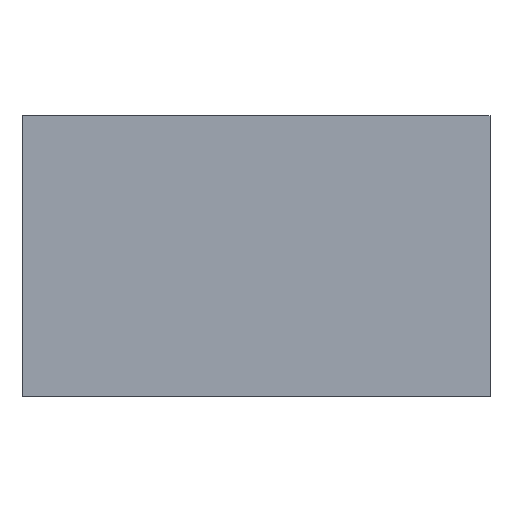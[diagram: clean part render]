
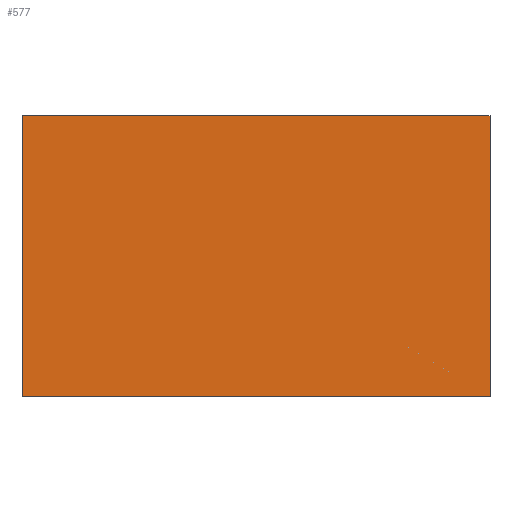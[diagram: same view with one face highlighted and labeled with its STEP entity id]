
A CAD part, left-side view. The second image highlights one B-rep face of the part: STEP entity #577.
In plain terms, the highlighted planar face has unit normal (-1, 0, 0).
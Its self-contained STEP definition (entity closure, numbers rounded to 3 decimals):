
#470=CARTESIAN_POINT('',(-18.25,-75.0,-44.0));
#471=VERTEX_POINT('',#470);
#478=CARTESIAN_POINT('',(-18.25,0.,-44.0));
#479=VERTEX_POINT('',#478);
#480=CARTESIAN_POINT('',(-18.25,0.,-44.0));
#481=DIRECTION('',(0.0,-1.0,0.0));
#482=VECTOR('',#481,75.);
#483=LINE('',#480,#482);
#484=EDGE_CURVE('',#479,#471,#483,.T.);
#512=CARTESIAN_POINT('',(-18.25,-75.0,1.0));
#513=VERTEX_POINT('',#512);
#520=CARTESIAN_POINT('',(-18.25,-75.0,-44.0));
#521=DIRECTION('',(0.0,0.0,1.0));
#522=VECTOR('',#521,45.0);
#523=LINE('',#520,#522);
#524=EDGE_CURVE('',#471,#513,#523,.T.);
#554=CARTESIAN_POINT('',(-18.25,-75.0,-44.0));
#555=DIRECTION('',(-1.0,0.0,0.0));
#556=DIRECTION('',(0.0,0.0,-1.0));
#557=AXIS2_PLACEMENT_3D('',#554,#555,#556);
#558=PLANE('',#557);
#559=CARTESIAN_POINT('',(-18.25,0.,1.0));
#560=VERTEX_POINT('',#559);
#561=CARTESIAN_POINT('',(-18.25,-75.0,1.0));
#562=DIRECTION('',(0.0,1.0,0.0));
#563=VECTOR('',#562,75.);
#564=LINE('',#561,#563);
#565=EDGE_CURVE('',#513,#560,#564,.T.);
#566=ORIENTED_EDGE('',*,*,#565,.T.);
#567=CARTESIAN_POINT('',(-18.25,0.,-44.0));
#568=DIRECTION('',(0.0,0.0,1.0));
#569=VECTOR('',#568,45.0);
#570=LINE('',#567,#569);
#571=EDGE_CURVE('',#479,#560,#570,.T.);
#572=ORIENTED_EDGE('',*,*,#571,.F.);
#573=ORIENTED_EDGE('',*,*,#484,.T.);
#574=ORIENTED_EDGE('',*,*,#524,.T.);
#575=EDGE_LOOP('',(#566,#572,#573,#574));
#576=FACE_OUTER_BOUND('',#575,.T.);
#577=ADVANCED_FACE('',(#576),#558,.T.);
